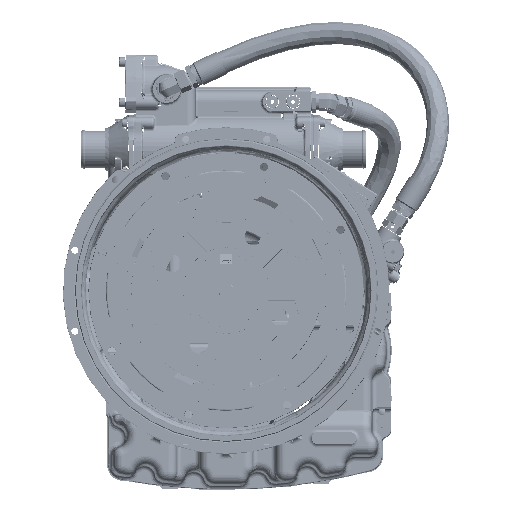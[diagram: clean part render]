
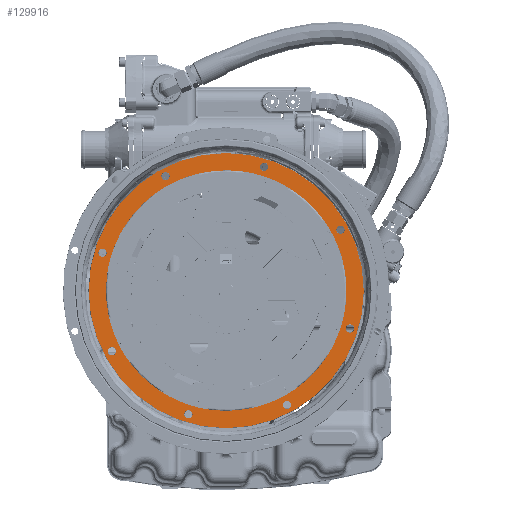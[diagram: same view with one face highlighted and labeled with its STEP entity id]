
A CAD part, top view. The second image highlights one B-rep face of the part: STEP entity #129916.
In plain terms, the highlighted planar face has unit normal (0, 0, 1).
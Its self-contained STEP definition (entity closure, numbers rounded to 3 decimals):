
#731 = CARTESIAN_POINT ( 'NONE',  ( -202.485, 64.051, 25.357 ) ) ;
#3433 = EDGE_LOOP ( 'NONE', ( #361472 ) ) ;
#6481 = ORIENTED_EDGE ( 'NONE', *, *, #129376, .T. ) ;
#6739 = EDGE_CURVE ( 'NONE', #389532, #389532, #323038, .T. ) ;
#7611 = AXIS2_PLACEMENT_3D ( 'NONE', #107214, #317378, #137351 ) ;
#23861 = DIRECTION ( 'NONE',  ( 1., 0., 0. ) ) ;
#28611 = FACE_BOUND ( 'NONE', #163546, .T. ) ;
#38077 = FACE_BOUND ( 'NONE', #201345, .T. ) ;
#46870 = VERTEX_POINT ( 'NONE', #254197 ) ;
#51866 = AXIS2_PLACEMENT_3D ( 'NONE', #349004, #168963, #379195 ) ;
#57307 = VERTEX_POINT ( 'NONE', #205990 ) ;
#63233 = DIRECTION ( 'NONE',  ( 0., 0., -1. ) ) ;
#66276 = EDGE_LOOP ( 'NONE', ( #160108 ) ) ;
#69514 = CARTESIAN_POINT ( 'NONE',  ( 0., 0., 25.357 ) ) ;
#72819 = CARTESIAN_POINT ( 'NONE',  ( 203.5, 0., 25.357 ) ) ;
#76188 = EDGE_CURVE ( 'NONE', #271588, #271588, #96150, .T. ) ;
#76303 = CARTESIAN_POINT ( 'NONE',  ( 193.432, 102.849, 25.357 ) ) ;
#90365 = AXIS2_PLACEMENT_3D ( 'NONE', #76303, #286664, #106620 ) ;
#90953 = CARTESIAN_POINT ( 'NONE',  ( 0., 0., 25.357 ) ) ;
#96150 = CIRCLE ( 'NONE', #331682, 7.017 ) ;
#98834 = EDGE_LOOP ( 'NONE', ( #172557 ) ) ;
#99732 = DIRECTION ( 'NONE',  ( 0., 1., 0. ) ) ;
#106620 = DIRECTION ( 'NONE',  ( 1., 0., 0. ) ) ;
#106785 = CARTESIAN_POINT ( 'NONE',  ( 216.52, -64.051, 25.357 ) ) ;
#107214 = CARTESIAN_POINT ( 'NONE',  ( -102.849, 193.432, 25.357 ) ) ;
#107790 = CARTESIAN_POINT ( 'NONE',  ( 0., 232.814, 25.357 ) ) ;
#108698 = FACE_BOUND ( 'NONE', #170001, .T. ) ;
#116577 = CARTESIAN_POINT ( 'NONE',  ( -209.502, 64.051, 25.357 ) ) ;
#121269 = DIRECTION ( 'NONE',  ( 1., 0., 0. ) ) ;
#126710 = AXIS2_PLACEMENT_3D ( 'NONE', #116577, #326739, #146756 ) ;
#128699 = CARTESIAN_POINT ( 'NONE',  ( 0., 232.814, 25.357 ) ) ;
#129376 = EDGE_CURVE ( 'NONE', #331860, #331860, #344333, .T. ) ;
#129916 = ADVANCED_FACE ( 'NONE', ( #38077, #357862, #268525, #188576, #108698, #348507, #28611, #338979, #259142, #179176 ), #377082, .T. ) ;
#133808 = EDGE_LOOP ( 'NONE', ( #311328 ) ) ;
#134643 = AXIS2_PLACEMENT_3D ( 'NONE', #107790, #317960, #137972 ) ;
#137351 = DIRECTION ( 'NONE',  ( 1., 0., 0. ) ) ;
#137972 = DIRECTION ( 'NONE',  ( 1., 0., 0. ) ) ;
#146756 = DIRECTION ( 'NONE',  ( 1., 0., 0. ) ) ;
#151131 = CARTESIAN_POINT ( 'NONE',  ( 64.051, 209.502, 25.357 ) ) ;
#158656 = CIRCLE ( 'NONE', #90365, 7.017 ) ;
#160108 = ORIENTED_EDGE ( 'NONE', *, *, #248644, .T. ) ;
#161456 = EDGE_CURVE ( 'NONE', #364302, #364302, #224295, .T. ) ;
#163546 = EDGE_LOOP ( 'NONE', ( #292622 ) ) ;
#168963 = DIRECTION ( 'NONE',  ( 0., 0., -1. ) ) ;
#170001 = EDGE_LOOP ( 'NONE', ( #381782 ) ) ;
#172557 = ORIENTED_EDGE ( 'NONE', *, *, #161456, .T. ) ;
#175508 = DIRECTION ( 'NONE',  ( 0., 0., -1. ) ) ;
#179176 = FACE_BOUND ( 'NONE', #3433, .T. ) ;
#181368 = DIRECTION ( 'NONE',  ( 1., 0., 0. ) ) ;
#188576 = FACE_BOUND ( 'NONE', #367853, .T. ) ;
#197681 = EDGE_CURVE ( 'NONE', #227531, #227531, #273524, .T. ) ;
#201345 = EDGE_LOOP ( 'NONE', ( #243210 ) ) ;
#204004 = DIRECTION ( 'NONE',  ( 0., 0., -1. ) ) ;
#205990 = CARTESIAN_POINT ( 'NONE',  ( -57.034, -209.502, 25.357 ) ) ;
#210255 = AXIS2_PLACEMENT_3D ( 'NONE', #90953, #301254, #121269 ) ;
#210709 = AXIS2_PLACEMENT_3D ( 'NONE', #69514, #279827, #99732 ) ;
#213900 = EDGE_LOOP ( 'NONE', ( #319947 ) ) ;
#216373 = CARTESIAN_POINT ( 'NONE',  ( 109.867, -193.432, 25.357 ) ) ;
#221427 = EDGE_CURVE ( 'NONE', #386964, #386964, #158656, .T. ) ;
#224295 = CIRCLE ( 'NONE', #354960, 7.017 ) ;
#225738 = VERTEX_POINT ( 'NONE', #72819 ) ;
#227531 = VERTEX_POINT ( 'NONE', #128699 ) ;
#237621 = AXIS2_PLACEMENT_3D ( 'NONE', #243350, #63233, #273523 ) ;
#243210 = ORIENTED_EDGE ( 'NONE', *, *, #76188, .T. ) ;
#243350 = CARTESIAN_POINT ( 'NONE',  ( 209.502, -64.051, 25.357 ) ) ;
#248644 = EDGE_CURVE ( 'NONE', #57307, #57307, #346884, .T. ) ;
#254197 = CARTESIAN_POINT ( 'NONE',  ( -95.832, 193.432, 25.357 ) ) ;
#257307 = CIRCLE ( 'NONE', #126710, 7.017 ) ;
#259142 = FACE_BOUND ( 'NONE', #98834, .T. ) ;
#268525 = FACE_BOUND ( 'NONE', #66276, .T. ) ;
#271588 = VERTEX_POINT ( 'NONE', #389537 ) ;
#273523 = DIRECTION ( 'NONE',  ( 1., 0., 0. ) ) ;
#273524 = CIRCLE ( 'NONE', #210709, 232.814 ) ;
#278719 = CIRCLE ( 'NONE', #7611, 7.017 ) ;
#279827 = DIRECTION ( 'NONE',  ( 0., 0., 1. ) ) ;
#285936 = CIRCLE ( 'NONE', #210255, 203.5 ) ;
#286664 = DIRECTION ( 'NONE',  ( 0., 0., -1. ) ) ;
#292622 = ORIENTED_EDGE ( 'NONE', *, *, #221427, .T. ) ;
#295940 = ORIENTED_EDGE ( 'NONE', *, *, #344229, .T. ) ;
#298772 = AXIS2_PLACEMENT_3D ( 'NONE', #384043, #204004, #23861 ) ;
#300653 = VERTEX_POINT ( 'NONE', #731 ) ;
#301254 = DIRECTION ( 'NONE',  ( 0., 0., -1. ) ) ;
#311328 = ORIENTED_EDGE ( 'NONE', *, *, #197681, .T. ) ;
#317378 = DIRECTION ( 'NONE',  ( 0., 0., -1. ) ) ;
#317960 = DIRECTION ( 'NONE',  ( 0., 0., 1. ) ) ;
#319947 = ORIENTED_EDGE ( 'NONE', *, *, #6739, .T. ) ;
#323038 = CIRCLE ( 'NONE', #298772, 7.017 ) ;
#326739 = DIRECTION ( 'NONE',  ( 0., 0., -1. ) ) ;
#331682 = AXIS2_PLACEMENT_3D ( 'NONE', #151131, #361367, #181368 ) ;
#331860 = VERTEX_POINT ( 'NONE', #106785 ) ;
#336826 = EDGE_LOOP ( 'NONE', ( #295940 ) ) ;
#338979 = FACE_BOUND ( 'NONE', #213900, .T. ) ;
#344229 = EDGE_CURVE ( 'NONE', #300653, #300653, #257307, .T. ) ;
#344333 = CIRCLE ( 'NONE', #237621, 7.017 ) ;
#346884 = CIRCLE ( 'NONE', #51866, 7.017 ) ;
#348507 = FACE_OUTER_BOUND ( 'NONE', #133808, .T. ) ;
#349004 = CARTESIAN_POINT ( 'NONE',  ( -64.051, -209.502, 25.357 ) ) ;
#354960 = AXIS2_PLACEMENT_3D ( 'NONE', #355552, #175508, #385777 ) ;
#355552 = CARTESIAN_POINT ( 'NONE',  ( -193.432, -102.849, 25.357 ) ) ;
#357510 = CARTESIAN_POINT ( 'NONE',  ( -186.415, -102.849, 25.357 ) ) ;
#357862 = FACE_BOUND ( 'NONE', #336826, .T. ) ;
#361367 = DIRECTION ( 'NONE',  ( 0., 0., -1. ) ) ;
#361472 = ORIENTED_EDGE ( 'NONE', *, *, #387584, .T. ) ;
#364302 = VERTEX_POINT ( 'NONE', #357510 ) ;
#367853 = EDGE_LOOP ( 'NONE', ( #6481 ) ) ;
#376907 = CARTESIAN_POINT ( 'NONE',  ( 200.449, 102.849, 25.357 ) ) ;
#377082 = PLANE ( 'NONE',  #134643 ) ;
#379195 = DIRECTION ( 'NONE',  ( 1., 0., 0. ) ) ;
#381782 = ORIENTED_EDGE ( 'NONE', *, *, #383580, .T. ) ;
#383580 = EDGE_CURVE ( 'NONE', #225738, #225738, #285936, .T. ) ;
#384043 = CARTESIAN_POINT ( 'NONE',  ( 102.849, -193.432, 25.357 ) ) ;
#385777 = DIRECTION ( 'NONE',  ( 1., 0., 0. ) ) ;
#386964 = VERTEX_POINT ( 'NONE', #376907 ) ;
#387584 = EDGE_CURVE ( 'NONE', #46870, #46870, #278719, .T. ) ;
#389532 = VERTEX_POINT ( 'NONE', #216373 ) ;
#389537 = CARTESIAN_POINT ( 'NONE',  ( 71.068, 209.502, 25.357 ) ) ;
